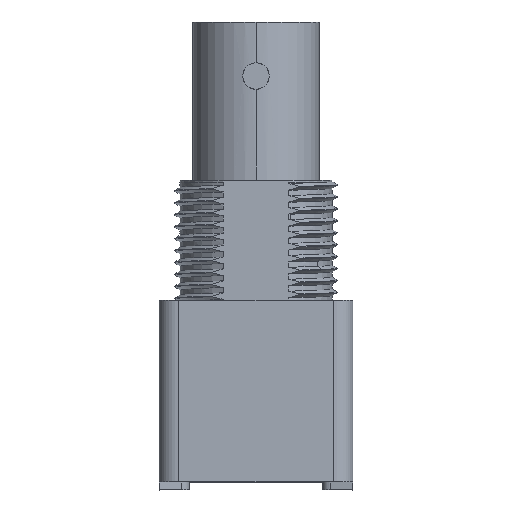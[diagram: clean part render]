
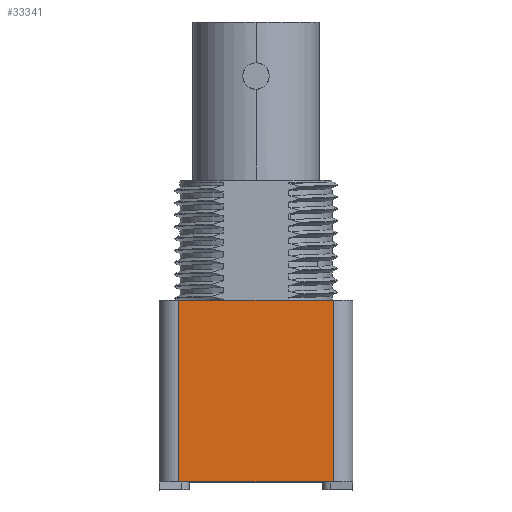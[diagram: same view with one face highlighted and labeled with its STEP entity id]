
A CAD part, top view. The second image highlights one B-rep face of the part: STEP entity #33341.
In plain terms, the highlighted planar face has unit normal (0, 0, 1).
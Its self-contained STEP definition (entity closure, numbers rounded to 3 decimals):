
#14245 = PLANE('',#14246);
#14246 = AXIS2_PLACEMENT_3D('',#14247,#14248,#14249);
#14247 = CARTESIAN_POINT('',(0.,7.299,6.85));
#14248 = DIRECTION('',(0.,1.,0.));
#14249 = DIRECTION('',(0.,0.,1.));
#30106 = VERTEX_POINT('',#30107);
#30107 = CARTESIAN_POINT('',(5.85,7.299,13.16));
#30124 = CYLINDRICAL_SURFACE('',#30125,1.5);
#30125 = AXIS2_PLACEMENT_3D('',#30126,#30127,#30128);
#30126 = CARTESIAN_POINT('',(5.85,-7.101,11.66));
#30127 = DIRECTION('',(0.,1.,0.));
#30128 = DIRECTION('',(-1.,0.,0.));
#30158 = EDGE_CURVE('',#30159,#30106,#30161,.T.);
#30159 = VERTEX_POINT('',#30160);
#30160 = CARTESIAN_POINT('',(-5.85,7.299,13.16));
#30161 = SURFACE_CURVE('',#30162,(#30166,#30173),.PCURVE_S1.);
#30162 = LINE('',#30163,#30164);
#30163 = CARTESIAN_POINT('',(-5.85,7.299,13.16));
#30164 = VECTOR('',#30165,1.);
#30165 = DIRECTION('',(1.,0.,0.));
#30166 = PCURVE('',#14245,#30167);
#30167 = DEFINITIONAL_REPRESENTATION('',(#30168),#30172);
#30168 = LINE('',#30169,#30170);
#30169 = CARTESIAN_POINT('',(6.31,-5.85));
#30170 = VECTOR('',#30171,1.);
#30171 = DIRECTION('',(0.,1.));
#30172 = ( GEOMETRIC_REPRESENTATION_CONTEXT(2) 
PARAMETRIC_REPRESENTATION_CONTEXT() REPRESENTATION_CONTEXT('2D SPACE',''
  ) );
#30173 = PCURVE('',#30174,#30179);
#30174 = PLANE('',#30175);
#30175 = AXIS2_PLACEMENT_3D('',#30176,#30177,#30178);
#30176 = CARTESIAN_POINT('',(-5.85,-7.101,13.16));
#30177 = DIRECTION('',(0.,0.,1.));
#30178 = DIRECTION('',(1.,0.,0.));
#30179 = DEFINITIONAL_REPRESENTATION('',(#30180),#30184);
#30180 = LINE('',#30181,#30182);
#30181 = CARTESIAN_POINT('',(0.,14.4));
#30182 = VECTOR('',#30183,1.);
#30183 = DIRECTION('',(1.,0.));
#30184 = ( GEOMETRIC_REPRESENTATION_CONTEXT(2) 
PARAMETRIC_REPRESENTATION_CONTEXT() REPRESENTATION_CONTEXT('2D SPACE',''
  ) );
#30203 = CYLINDRICAL_SURFACE('',#30204,1.5);
#30204 = AXIS2_PLACEMENT_3D('',#30205,#30206,#30207);
#30205 = CARTESIAN_POINT('',(-5.85,-7.101,11.66));
#30206 = DIRECTION('',(0.,1.,0.));
#30207 = DIRECTION('',(-1.,0.,0.));
#30376 = EDGE_CURVE('',#30377,#30106,#30379,.T.);
#30377 = VERTEX_POINT('',#30378);
#30378 = CARTESIAN_POINT('',(5.85,-6.501,13.16));
#30379 = SURFACE_CURVE('',#30380,(#30384,#30413),.PCURVE_S1.);
#30380 = LINE('',#30381,#30382);
#30381 = CARTESIAN_POINT('',(5.85,-6.501,13.16));
#30382 = VECTOR('',#30383,1.);
#30383 = DIRECTION('',(0.,1.,0.));
#30384 = PCURVE('',#30124,#30385);
#30385 = DEFINITIONAL_REPRESENTATION('',(#30386),#30412);
#30386 = B_SPLINE_CURVE_WITH_KNOTS('',3,(#30387,#30388,#30389,#30390,
    #30391,#30392,#30393,#30394,#30395,#30396,#30397,#30398,#30399,
    #30400,#30401,#30402,#30403,#30404,#30405,#30406,#30407,#30408,
    #30409,#30410,#30411),.UNSPECIFIED.,.F.,.F.,(4,1,1,1,1,1,1,1,1,1,1,1
    ,1,1,1,1,1,1,1,1,1,1,4),(0.,0.627,1.255,
    1.882,2.509,3.136,3.764,
    4.391,5.018,5.645,6.273,6.9,
    7.527,8.155,8.782,9.409,
    10.036,10.664,11.291,11.918,
    12.545,13.173,13.8),.QUASI_UNIFORM_KNOTS.);
#30387 = CARTESIAN_POINT('',(1.571,0.6));
#30388 = CARTESIAN_POINT('',(1.571,0.809));
#30389 = CARTESIAN_POINT('',(1.571,1.227));
#30390 = CARTESIAN_POINT('',(1.571,1.855));
#30391 = CARTESIAN_POINT('',(1.571,2.482));
#30392 = CARTESIAN_POINT('',(1.571,3.109));
#30393 = CARTESIAN_POINT('',(1.571,3.736));
#30394 = CARTESIAN_POINT('',(1.571,4.364));
#30395 = CARTESIAN_POINT('',(1.571,4.991));
#30396 = CARTESIAN_POINT('',(1.571,5.618));
#30397 = CARTESIAN_POINT('',(1.571,6.245));
#30398 = CARTESIAN_POINT('',(1.571,6.873));
#30399 = CARTESIAN_POINT('',(1.571,7.5));
#30400 = CARTESIAN_POINT('',(1.571,8.127));
#30401 = CARTESIAN_POINT('',(1.571,8.755));
#30402 = CARTESIAN_POINT('',(1.571,9.382));
#30403 = CARTESIAN_POINT('',(1.571,10.009));
#30404 = CARTESIAN_POINT('',(1.571,10.636));
#30405 = CARTESIAN_POINT('',(1.571,11.264));
#30406 = CARTESIAN_POINT('',(1.571,11.891));
#30407 = CARTESIAN_POINT('',(1.571,12.518));
#30408 = CARTESIAN_POINT('',(1.571,13.145));
#30409 = CARTESIAN_POINT('',(1.571,13.773));
#30410 = CARTESIAN_POINT('',(1.571,14.191));
#30411 = CARTESIAN_POINT('',(1.571,14.4));
#30412 = ( GEOMETRIC_REPRESENTATION_CONTEXT(2) 
PARAMETRIC_REPRESENTATION_CONTEXT() REPRESENTATION_CONTEXT('2D SPACE',''
  ) );
#30413 = PCURVE('',#30174,#30414);
#30414 = DEFINITIONAL_REPRESENTATION('',(#30415),#30419);
#30415 = LINE('',#30416,#30417);
#30416 = CARTESIAN_POINT('',(11.7,0.6));
#30417 = VECTOR('',#30418,1.);
#30418 = DIRECTION('',(0.,1.));
#30419 = ( GEOMETRIC_REPRESENTATION_CONTEXT(2) 
PARAMETRIC_REPRESENTATION_CONTEXT() REPRESENTATION_CONTEXT('2D SPACE',''
  ) );
#30458 = PLANE('',#30459);
#30459 = AXIS2_PLACEMENT_3D('',#30460,#30461,#30462);
#30460 = CARTESIAN_POINT('',(0.,-6.501,6.85));
#30461 = DIRECTION('',(0.,-1.,0.));
#30462 = DIRECTION('',(1.,0.,0.));
#31084 = VERTEX_POINT('',#31085);
#31085 = CARTESIAN_POINT('',(-5.85,-6.501,13.16));
#31133 = EDGE_CURVE('',#31084,#30377,#31134,.T.);
#31134 = SURFACE_CURVE('',#31135,(#31139,#31146),.PCURVE_S1.);
#31135 = LINE('',#31136,#31137);
#31136 = CARTESIAN_POINT('',(-5.85,-6.501,13.16));
#31137 = VECTOR('',#31138,1.);
#31138 = DIRECTION('',(1.,0.,0.));
#31139 = PCURVE('',#30458,#31140);
#31140 = DEFINITIONAL_REPRESENTATION('',(#31141),#31145);
#31141 = LINE('',#31142,#31143);
#31142 = CARTESIAN_POINT('',(-5.85,6.31));
#31143 = VECTOR('',#31144,1.);
#31144 = DIRECTION('',(1.,0.));
#31145 = ( GEOMETRIC_REPRESENTATION_CONTEXT(2) 
PARAMETRIC_REPRESENTATION_CONTEXT() REPRESENTATION_CONTEXT('2D SPACE',''
  ) );
#31146 = PCURVE('',#30174,#31147);
#31147 = DEFINITIONAL_REPRESENTATION('',(#31148),#31152);
#31148 = LINE('',#31149,#31150);
#31149 = CARTESIAN_POINT('',(0.,0.6));
#31150 = VECTOR('',#31151,1.);
#31151 = DIRECTION('',(1.,0.));
#31152 = ( GEOMETRIC_REPRESENTATION_CONTEXT(2) 
PARAMETRIC_REPRESENTATION_CONTEXT() REPRESENTATION_CONTEXT('2D SPACE',''
  ) );
#33296 = EDGE_CURVE('',#31084,#30159,#33297,.T.);
#33297 = SURFACE_CURVE('',#33298,(#33302,#33331),.PCURVE_S1.);
#33298 = LINE('',#33299,#33300);
#33299 = CARTESIAN_POINT('',(-5.85,-6.501,13.16));
#33300 = VECTOR('',#33301,1.);
#33301 = DIRECTION('',(0.,1.,0.));
#33302 = PCURVE('',#30203,#33303);
#33303 = DEFINITIONAL_REPRESENTATION('',(#33304),#33330);
#33304 = B_SPLINE_CURVE_WITH_KNOTS('',3,(#33305,#33306,#33307,#33308,
    #33309,#33310,#33311,#33312,#33313,#33314,#33315,#33316,#33317,
    #33318,#33319,#33320,#33321,#33322,#33323,#33324,#33325,#33326,
    #33327,#33328,#33329),.UNSPECIFIED.,.F.,.F.,(4,1,1,1,1,1,1,1,1,1,1,1
    ,1,1,1,1,1,1,1,1,1,1,4),(0.,0.627,1.255,
    1.882,2.509,3.136,3.764,
    4.391,5.018,5.645,6.273,6.9,
    7.527,8.155,8.782,9.409,
    10.036,10.664,11.291,11.918,
    12.545,13.173,13.8),.QUASI_UNIFORM_KNOTS.);
#33305 = CARTESIAN_POINT('',(1.571,0.6));
#33306 = CARTESIAN_POINT('',(1.571,0.809));
#33307 = CARTESIAN_POINT('',(1.571,1.227));
#33308 = CARTESIAN_POINT('',(1.571,1.855));
#33309 = CARTESIAN_POINT('',(1.571,2.482));
#33310 = CARTESIAN_POINT('',(1.571,3.109));
#33311 = CARTESIAN_POINT('',(1.571,3.736));
#33312 = CARTESIAN_POINT('',(1.571,4.364));
#33313 = CARTESIAN_POINT('',(1.571,4.991));
#33314 = CARTESIAN_POINT('',(1.571,5.618));
#33315 = CARTESIAN_POINT('',(1.571,6.245));
#33316 = CARTESIAN_POINT('',(1.571,6.873));
#33317 = CARTESIAN_POINT('',(1.571,7.5));
#33318 = CARTESIAN_POINT('',(1.571,8.127));
#33319 = CARTESIAN_POINT('',(1.571,8.755));
#33320 = CARTESIAN_POINT('',(1.571,9.382));
#33321 = CARTESIAN_POINT('',(1.571,10.009));
#33322 = CARTESIAN_POINT('',(1.571,10.636));
#33323 = CARTESIAN_POINT('',(1.571,11.264));
#33324 = CARTESIAN_POINT('',(1.571,11.891));
#33325 = CARTESIAN_POINT('',(1.571,12.518));
#33326 = CARTESIAN_POINT('',(1.571,13.145));
#33327 = CARTESIAN_POINT('',(1.571,13.773));
#33328 = CARTESIAN_POINT('',(1.571,14.191));
#33329 = CARTESIAN_POINT('',(1.571,14.4));
#33330 = ( GEOMETRIC_REPRESENTATION_CONTEXT(2) 
PARAMETRIC_REPRESENTATION_CONTEXT() REPRESENTATION_CONTEXT('2D SPACE',''
  ) );
#33331 = PCURVE('',#30174,#33332);
#33332 = DEFINITIONAL_REPRESENTATION('',(#33333),#33337);
#33333 = LINE('',#33334,#33335);
#33334 = CARTESIAN_POINT('',(0.,0.6));
#33335 = VECTOR('',#33336,1.);
#33336 = DIRECTION('',(0.,1.));
#33337 = ( GEOMETRIC_REPRESENTATION_CONTEXT(2) 
PARAMETRIC_REPRESENTATION_CONTEXT() REPRESENTATION_CONTEXT('2D SPACE',''
  ) );
#33341 = ADVANCED_FACE('',(#33342),#30174,.T.);
#33342 = FACE_BOUND('',#33343,.F.);
#33343 = EDGE_LOOP('',(#33344,#33345,#33346,#33347));
#33344 = ORIENTED_EDGE('',*,*,#31133,.F.);
#33345 = ORIENTED_EDGE('',*,*,#33296,.T.);
#33346 = ORIENTED_EDGE('',*,*,#30158,.T.);
#33347 = ORIENTED_EDGE('',*,*,#30376,.F.);
